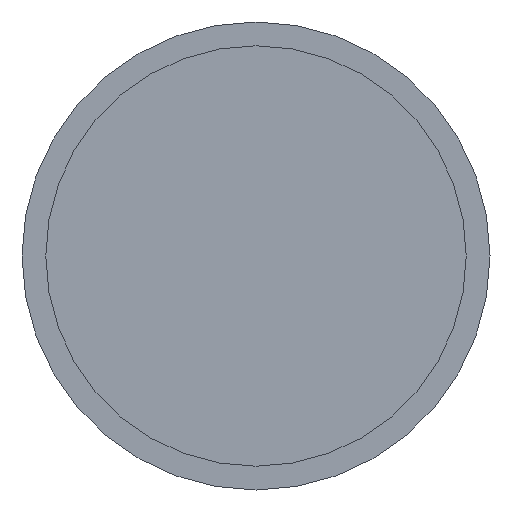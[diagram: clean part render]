
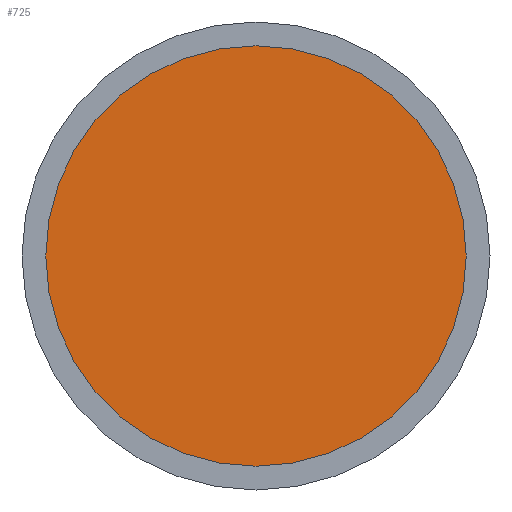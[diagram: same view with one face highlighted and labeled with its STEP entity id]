
A CAD part, front view. The second image highlights one B-rep face of the part: STEP entity #725.
In plain terms, the highlighted planar face has unit normal (0, -1, 0).
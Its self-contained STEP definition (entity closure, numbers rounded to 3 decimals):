
#6 = EDGE_LOOP ( 'NONE', ( #590, #500 ) ) ;
#9 = EDGE_CURVE ( 'NONE', #182, #515, #1481, .T. ) ;
#129 = AXIS2_PLACEMENT_3D ( 'NONE', #1219, #289, #1090 ) ;
#182 = VERTEX_POINT ( 'NONE', #415 ) ;
#206 = CARTESIAN_POINT ( 'NONE',  ( 0., 0., 0. ) ) ;
#289 = DIRECTION ( 'NONE',  ( 0., 1., 0. ) ) ;
#377 = AXIS2_PLACEMENT_3D ( 'NONE', #583, #454, #571 ) ;
#402 = FACE_OUTER_BOUND ( 'NONE', #6, .T. ) ;
#415 = CARTESIAN_POINT ( 'NONE',  ( 0., 0., 5.75 ) ) ;
#454 = DIRECTION ( 'NONE',  ( 0., 1., 0. ) ) ;
#500 = ORIENTED_EDGE ( 'NONE', *, *, #9, .F. ) ;
#515 = VERTEX_POINT ( 'NONE', #1428 ) ;
#571 = DIRECTION ( 'NONE',  ( 0., 0., 1. ) ) ;
#583 = CARTESIAN_POINT ( 'NONE',  ( 0., 0., 0. ) ) ;
#590 = ORIENTED_EDGE ( 'NONE', *, *, #1209, .F. ) ;
#660 = DIRECTION ( 'NONE',  ( 0., 0., 1. ) ) ;
#725 = ADVANCED_FACE ( 'NONE', ( #402 ), #891, .F. ) ;
#891 = PLANE ( 'NONE',  #1489 ) ;
#1004 = DIRECTION ( 'NONE',  ( 0., 1., 0. ) ) ;
#1090 = DIRECTION ( 'NONE',  ( 0., 0., 1. ) ) ;
#1209 = EDGE_CURVE ( 'NONE', #515, #182, #1268, .T. ) ;
#1219 = CARTESIAN_POINT ( 'NONE',  ( 0., 0., 0. ) ) ;
#1268 = CIRCLE ( 'NONE', #129, 5.75 ) ;
#1428 = CARTESIAN_POINT ( 'NONE',  ( 0., 0., -5.75 ) ) ;
#1481 = CIRCLE ( 'NONE', #377, 5.75 ) ;
#1489 = AXIS2_PLACEMENT_3D ( 'NONE', #206, #1004, #660 ) ;
